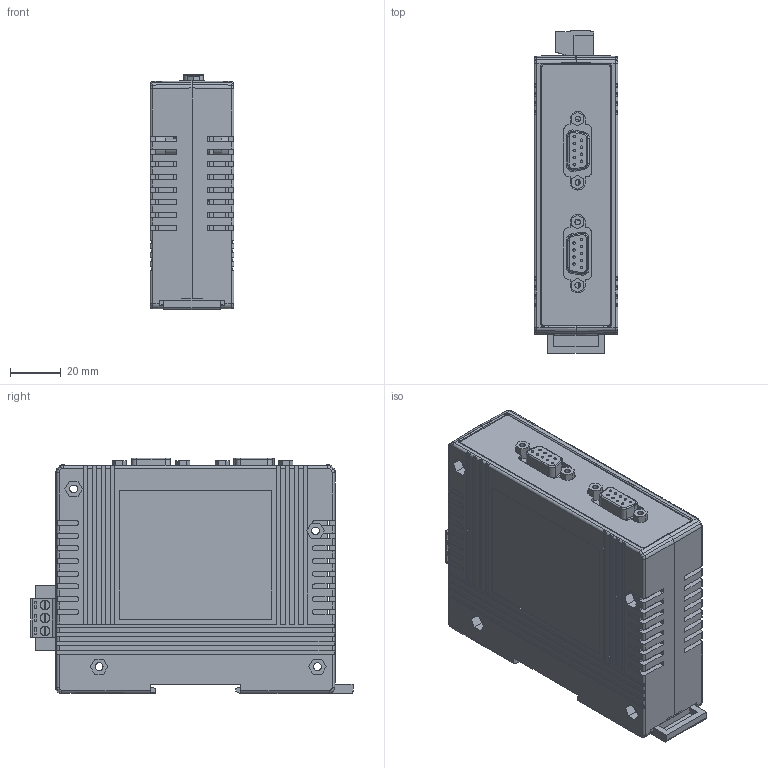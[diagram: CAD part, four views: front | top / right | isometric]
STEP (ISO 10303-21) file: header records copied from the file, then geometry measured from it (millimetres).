
FILE_DESCRIPTION (( 'STEP AP203' ), '1' );
FILE_NAME ('PROFI-2510_20180622.STEP', '2018-06-22T01:55:23', ( 'user' ), ( '' ), 'SwSTEP 2.0', 'SolidWorks 2013', '' );
FILE_SCHEMA (( 'CONFIG_CONTROL_DESIGN' ));
Length unit declared in the file: millimetre
Products named in the file (15): PROFI-2541_V1.80_PCB; Profi-2541_V1.80_PCB; 4SI21B0000002; ME050-50803; 4SI21B0000003; MC101-50803; 4SI21K0000059; MC101-50803_90D; 4SI21K0000036; C886UP_V1.20_PCB; PROFI-2000 滑片(4SI21K0000031); 2DC9F-90; PROFI-2510_20180622; 2DC9F-90-H5.08
Assembly tree (14 placements, depth 4):
  PROFI-2510_20180622
    PROFI-2541_V1.80_PCB
      Profi-2541_V1.80_PCB
      MC101-50803_90D
        ME050-50803
        MC101-50803
      C886UP_V1.20_PCB
        C886UP_V1.20_PCB
        2DC9F-90
      2DC9F-90-H5.08
    4SI21B0000002
    4SI21B0000003
    4SI21K0000059
    4SI21K0000036
    PROFI-2000 滑片(4SI21K0000031)
Bounding box: 33 x 126.81 x 92.68 mm (x, y, z)
Volume: 90172.3 mm3; surface area: 106110.9 mm2
Topology: 11 solids, 11 shells, 1691 faces, 4621 edges, 3024 vertices
Faces by surface type: plane 1200, cylinder 413, bspline 32, torus 26, sphere 14, cone 6
Entity records: 55172 total; most frequent: CARTESIAN_POINT 10188, ORIENTED_EDGE 9186, DIRECTION 8820, EDGE_CURVE 4593, VECTOR 3520, LINE 3520, VERTEX_POINT 3010, AXIS2_PLACEMENT_3D 2650
